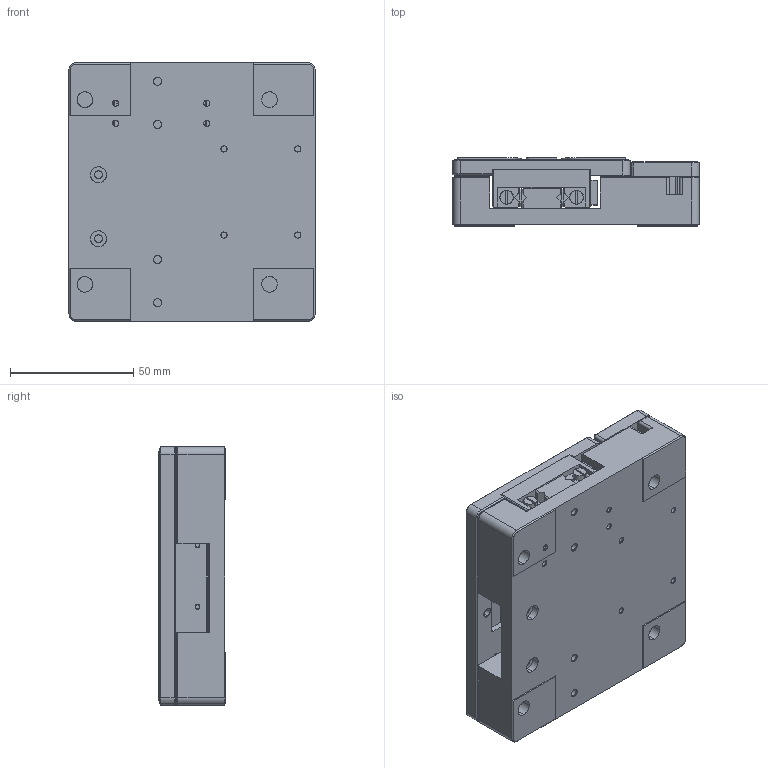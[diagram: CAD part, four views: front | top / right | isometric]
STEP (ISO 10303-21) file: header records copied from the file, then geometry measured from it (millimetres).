
FILE_DESCRIPTION (( 'STEP AP214' ), '1' );
FILE_NAME ('GU-LS3T系列平移台 70台面.STEP', '2018-10-27T07:21:44', ( 'user' ), ( '微软中国' ), 'SwSTEP 2.0', 'SolidWorks 2016', '' );
FILE_SCHEMA (( 'AUTOMOTIVE_DESIGN' ));
Length unit declared in the file: millimetre
Products named in the file (1): GU-LS3T炵蹈す痄怢 70怢醱
Bounding box: 100 x 27.5 x 105 mm (x, y, z)
Surface area: 96030.3 mm2 (no closed solid volume)
Topology: 0 solids, 62 shells, 1292 faces, 3366 edges, 2198 vertices
Faces by surface type: plane 580, cylinder 415, bspline 163, cone 134
Entity records: 48608 total; most frequent: CARTESIAN_POINT 17455, ORIENTED_EDGE 6454, DIRECTION 5688, EDGE_CURVE 3342, VERTEX_POINT 2198, AXIS2_PLACEMENT_3D 1965, LINE 1758, VECTOR 1758
